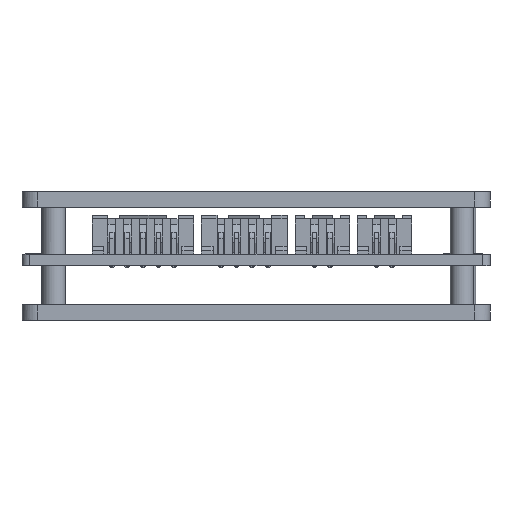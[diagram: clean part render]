
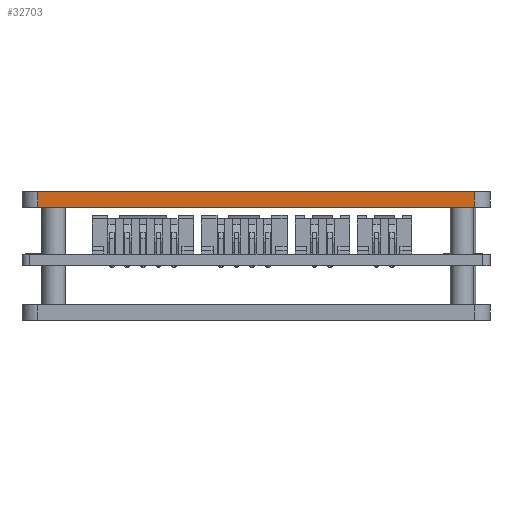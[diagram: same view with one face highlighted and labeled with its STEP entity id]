
A CAD part, left-side view. The second image highlights one B-rep face of the part: STEP entity #32703.
In plain terms, the highlighted free-form (B-spline) face has degree [1, 1] with [2, 2] control points.
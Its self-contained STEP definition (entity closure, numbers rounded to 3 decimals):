
#31602 = VERTEX_POINT('',#31603);
#31603 = CARTESIAN_POINT('',(-39.755,27.828,
    9.442));
#31609 = EDGE_CURVE('',#31602,#31610,#31612,.T.);
#31610 = VERTEX_POINT('',#31611);
#31611 = CARTESIAN_POINT('',(-39.755,-27.828,
    9.442));
#31612 = B_SPLINE_CURVE_WITH_KNOTS('',1,(#31613,#31614),.UNSPECIFIED.,
  .F.,.F.,(2,2),(-58.,-2.),.PIECEWISE_BEZIER_KNOTS.);
#31613 = CARTESIAN_POINT('',(-39.755,27.828,
    9.442));
#31614 = CARTESIAN_POINT('',(-39.755,-27.828,
    9.442));
#32378 = VERTEX_POINT('',#32379);
#32379 = CARTESIAN_POINT('',(-39.755,-27.828,
    7.454));
#32385 = EDGE_CURVE('',#32378,#32386,#32388,.T.);
#32386 = VERTEX_POINT('',#32387);
#32387 = CARTESIAN_POINT('',(-39.755,27.828,
    7.454));
#32388 = B_SPLINE_CURVE_WITH_KNOTS('',1,(#32389,#32390),.UNSPECIFIED.,
  .F.,.F.,(2,2),(2.,58.),.PIECEWISE_BEZIER_KNOTS.);
#32389 = CARTESIAN_POINT('',(-39.755,-27.828,
    7.454));
#32390 = CARTESIAN_POINT('',(-39.755,27.828,
    7.454));
#32692 = EDGE_CURVE('',#32386,#31602,#32693,.T.);
#32693 = B_SPLINE_CURVE_WITH_KNOTS('',1,(#32694,#32695),.UNSPECIFIED.,
  .F.,.F.,(2,2),(0.,2.),.PIECEWISE_BEZIER_KNOTS.);
#32694 = CARTESIAN_POINT('',(-39.755,27.828,
    7.454));
#32695 = CARTESIAN_POINT('',(-39.755,27.828,
    9.442));
#32703 = ADVANCED_FACE('',(#32704),#32714,.T.);
#32704 = FACE_BOUND('',#32705,.T.);
#32705 = EDGE_LOOP('',(#32706,#32707,#32708,#32713));
#32706 = ORIENTED_EDGE('',*,*,#32692,.F.);
#32707 = ORIENTED_EDGE('',*,*,#32385,.F.);
#32708 = ORIENTED_EDGE('',*,*,#32709,.F.);
#32709 = EDGE_CURVE('',#31610,#32378,#32710,.T.);
#32710 = B_SPLINE_CURVE_WITH_KNOTS('',1,(#32711,#32712),.UNSPECIFIED.,
  .F.,.F.,(2,2),(-2.,0.),.PIECEWISE_BEZIER_KNOTS.);
#32711 = CARTESIAN_POINT('',(-39.755,-27.828,
    9.442));
#32712 = CARTESIAN_POINT('',(-39.755,-27.828,
    7.454));
#32713 = ORIENTED_EDGE('',*,*,#31609,.F.);
#32714 = B_SPLINE_SURFACE_WITH_KNOTS('',1,1,(
    (#32715,#32716)
    ,(#32717,#32718
    )),.UNSPECIFIED.,.F.,.F.,.F.,(2,2),(2,2),(2.,58.),(0.,2.),
  .PIECEWISE_BEZIER_KNOTS.);
#32715 = CARTESIAN_POINT('',(-39.755,27.828,
    7.454));
#32716 = CARTESIAN_POINT('',(-39.755,27.828,
    9.442));
#32717 = CARTESIAN_POINT('',(-39.755,-27.828,
    7.454));
#32718 = CARTESIAN_POINT('',(-39.755,-27.828,
    9.442));
